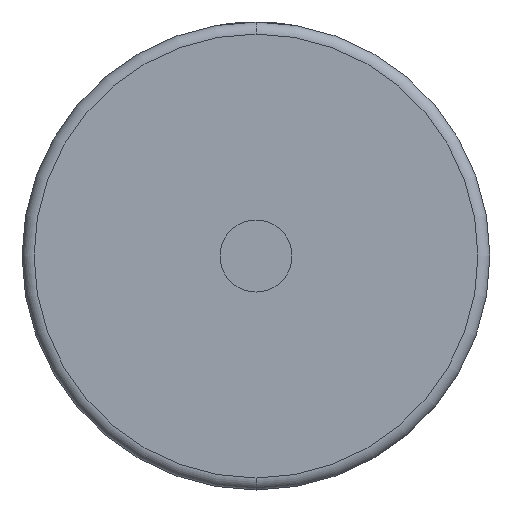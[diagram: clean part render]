
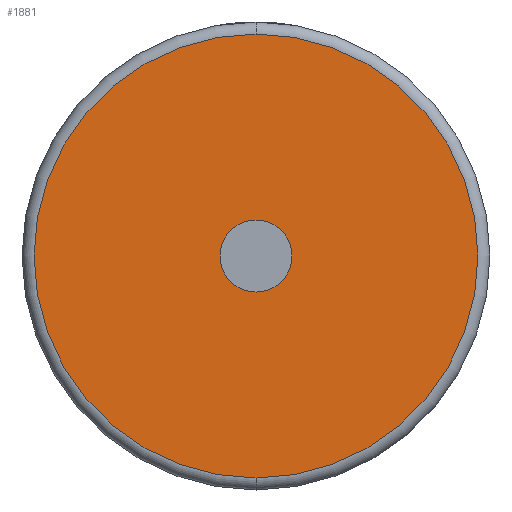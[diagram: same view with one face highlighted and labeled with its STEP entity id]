
A CAD part, front view. The second image highlights one B-rep face of the part: STEP entity #1881.
In plain terms, the highlighted planar face has unit normal (0, -1, 0).
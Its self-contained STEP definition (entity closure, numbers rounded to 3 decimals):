
#46 = EDGE_CURVE ( 'NONE', #2098, #3315, #1039, .T. ) ;
#382 = AXIS2_PLACEMENT_3D ( 'NONE', #3150, #1706, #1981 ) ;
#386 = EDGE_CURVE ( 'NONE', #1630, #3432, #645, .T. ) ;
#516 = EDGE_LOOP ( 'NONE', ( #1493, #818 ) ) ;
#625 = CARTESIAN_POINT ( 'NONE',  ( 0., 0., 0. ) ) ;
#645 = CIRCLE ( 'NONE', #678, 6. ) ;
#662 = DIRECTION ( 'NONE',  ( 0., -1., 0. ) ) ;
#678 = AXIS2_PLACEMENT_3D ( 'NONE', #625, #662, #1208 ) ;
#716 = AXIS2_PLACEMENT_3D ( 'NONE', #968, #2367, #2636 ) ;
#818 = ORIENTED_EDGE ( 'NONE', *, *, #2957, .T. ) ;
#922 = EDGE_LOOP ( 'NONE', ( #3438, #1586 ) ) ;
#968 = CARTESIAN_POINT ( 'NONE',  ( 0., 0., 0. ) ) ;
#1039 = CIRCLE ( 'NONE', #2809, 37. ) ;
#1208 = DIRECTION ( 'NONE',  ( 0., 0., 1. ) ) ;
#1493 = ORIENTED_EDGE ( 'NONE', *, *, #46, .T. ) ;
#1586 = ORIENTED_EDGE ( 'NONE', *, *, #386, .F. ) ;
#1630 = VERTEX_POINT ( 'NONE', #3200 ) ;
#1706 = DIRECTION ( 'NONE',  ( 0., -1., 0. ) ) ;
#1790 = CARTESIAN_POINT ( 'NONE',  ( 0., 0., 37. ) ) ;
#1881 = ADVANCED_FACE ( 'NONE', ( #1968, #3530 ), #1963, .F. ) ;
#1963 = PLANE ( 'NONE',  #2089 ) ;
#1968 = FACE_OUTER_BOUND ( 'NONE', #516, .T. ) ;
#1981 = DIRECTION ( 'NONE',  ( 0., 0., 1. ) ) ;
#2089 = AXIS2_PLACEMENT_3D ( 'NONE', #3142, #3410, #3692 ) ;
#2098 = VERTEX_POINT ( 'NONE', #1790 ) ;
#2266 = CARTESIAN_POINT ( 'NONE',  ( 0., 0., 0. ) ) ;
#2272 = EDGE_CURVE ( 'NONE', #3432, #1630, #2317, .T. ) ;
#2317 = CIRCLE ( 'NONE', #716, 6. ) ;
#2367 = DIRECTION ( 'NONE',  ( 0., -1., 0. ) ) ;
#2636 = DIRECTION ( 'NONE',  ( 0., 0., 1. ) ) ;
#2769 = CARTESIAN_POINT ( 'NONE',  ( 0., 0., 6. ) ) ;
#2809 = AXIS2_PLACEMENT_3D ( 'NONE', #2266, #3143, #3460 ) ;
#2957 = EDGE_CURVE ( 'NONE', #3315, #2098, #3337, .T. ) ;
#3034 = CARTESIAN_POINT ( 'NONE',  ( 0., 0., -37. ) ) ;
#3142 = CARTESIAN_POINT ( 'NONE',  ( 0., 0., 0. ) ) ;
#3143 = DIRECTION ( 'NONE',  ( 0., -1., 0. ) ) ;
#3150 = CARTESIAN_POINT ( 'NONE',  ( 0., 0., 0. ) ) ;
#3200 = CARTESIAN_POINT ( 'NONE',  ( 0., 0., -6. ) ) ;
#3315 = VERTEX_POINT ( 'NONE', #3034 ) ;
#3337 = CIRCLE ( 'NONE', #382, 37. ) ;
#3410 = DIRECTION ( 'NONE',  ( 0., 1., 0. ) ) ;
#3432 = VERTEX_POINT ( 'NONE', #2769 ) ;
#3438 = ORIENTED_EDGE ( 'NONE', *, *, #2272, .F. ) ;
#3460 = DIRECTION ( 'NONE',  ( 0., 0., 1. ) ) ;
#3530 = FACE_BOUND ( 'NONE', #922, .T. ) ;
#3692 = DIRECTION ( 'NONE',  ( 0., 0., 1. ) ) ;
